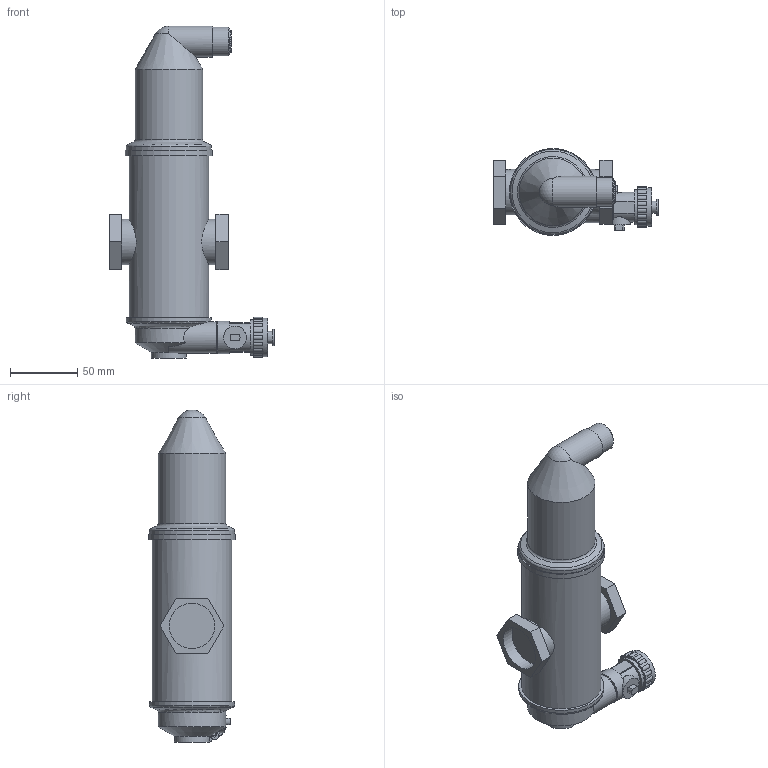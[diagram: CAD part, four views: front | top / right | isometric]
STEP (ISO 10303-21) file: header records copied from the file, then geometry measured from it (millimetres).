
FILE_DESCRIPTION(/* description */ (''),/* implementation_level */ '2;1');
FILE_NAME(/* name */ '3d_ExtwinTW1-9253010.stp',/* time_stamp */ '2018-08-22T09:46:58+02:00',/* author */ ('Andrzej'),/* organization */ (''),/* preprocessor_version */ 'ST-DEVELOPER v16.13',/* originating_system */ 'AutoCAD Mechanical',/* authorisation */ '');
FILE_SCHEMA (('AUTOMOTIVE_DESIGN { 1 0 10303 214 3 1 1 }'));
Length unit declared in the file: millimetre
Products named in the file (1): Product
Bounding box: 122.2 x 64.5 x 246 mm (x, y, z)
Volume: 606232.1 mm3; surface area: 72787 mm2
Topology: 5 solids, 5 shells, 142 faces, 346 edges, 228 vertices
Faces by surface type: plane 82, cylinder 49, cone 6, torus 4, sphere 1
Full cylindrical faces by diameter (mm): 2 x1, 9 x1, 12 x1, 16.662 x1, 16.75 x1, 17 x1, 21 x1, 21.3 x1, 23 x2, 24 x1, 26 x1, 26.1 x1, 28.5 x1, 33.7 x4, 50 x1, 59 x1, 63 x2, 64.5 x1
Entity records: 4435 total; most frequent: CARTESIAN_POINT 1160, DIRECTION 714, ORIENTED_EDGE 606, EDGE_CURVE 301, AXIS2_PLACEMENT_3D 285, VERTEX_POINT 214, EDGE_LOOP 193, LINE 144
